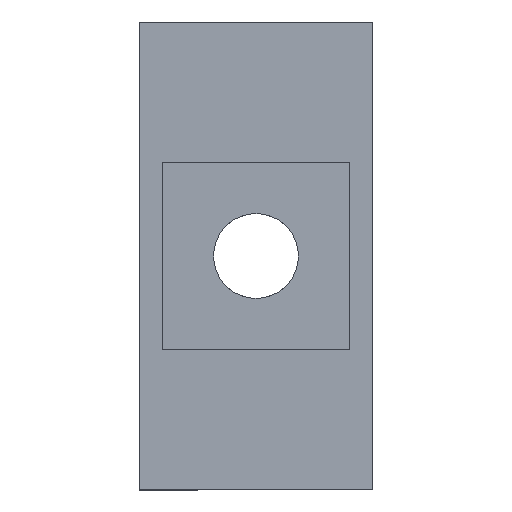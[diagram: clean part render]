
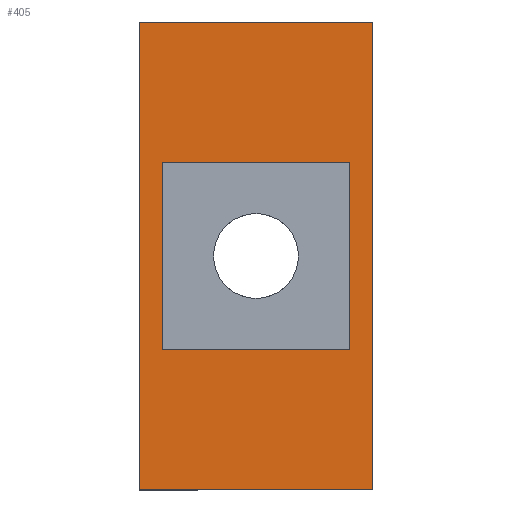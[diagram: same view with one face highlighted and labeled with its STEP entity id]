
A CAD part, top view. The second image highlights one B-rep face of the part: STEP entity #405.
In plain terms, the highlighted planar face has unit normal (0, 0, 1).
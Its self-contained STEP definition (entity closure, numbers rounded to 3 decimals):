
#5 = VECTOR ( 'NONE', #805, 1000. ) ;
#16 = LINE ( 'NONE', #221, #599 ) ;
#58 = DIRECTION ( 'NONE',  ( 0., 1., 0. ) ) ;
#67 = EDGE_CURVE ( 'NONE', #581, #407, #113, .T. ) ;
#87 = ORIENTED_EDGE ( 'NONE', *, *, #323, .T. ) ;
#96 = CARTESIAN_POINT ( 'NONE',  ( -37.5, -75., 0. ) ) ;
#112 = FACE_OUTER_BOUND ( 'NONE', #658, .T. ) ;
#113 = LINE ( 'NONE', #458, #857 ) ;
#117 = EDGE_CURVE ( 'NONE', #870, #146, #736, .T. ) ;
#130 = CARTESIAN_POINT ( 'NONE',  ( -30., -30., 0. ) ) ;
#142 = ORIENTED_EDGE ( 'NONE', *, *, #539, .T. ) ;
#145 = DIRECTION ( 'NONE',  ( 1., 0., 0. ) ) ;
#146 = VERTEX_POINT ( 'NONE', #130 ) ;
#158 = EDGE_CURVE ( 'NONE', #531, #298, #624, .T. ) ;
#183 = LINE ( 'NONE', #532, #414 ) ;
#198 = ORIENTED_EDGE ( 'NONE', *, *, #117, .F. ) ;
#206 = EDGE_CURVE ( 'NONE', #146, #581, #691, .T. ) ;
#210 = EDGE_LOOP ( 'NONE', ( #718, #422, #476, #198 ) ) ;
#211 = VECTOR ( 'NONE', #561, 1000. ) ;
#221 = CARTESIAN_POINT ( 'NONE',  ( -37.5, 75., 0. ) ) ;
#223 = CARTESIAN_POINT ( 'NONE',  ( 37.5, -75., 0. ) ) ;
#247 = DIRECTION ( 'NONE',  ( 0., 1., 0. ) ) ;
#273 = CARTESIAN_POINT ( 'NONE',  ( -30., -30., 0. ) ) ;
#298 = VERTEX_POINT ( 'NONE', #646 ) ;
#323 = EDGE_CURVE ( 'NONE', #782, #625, #16, .T. ) ;
#325 = DIRECTION ( 'NONE',  ( 0., 0., 1. ) ) ;
#330 = PLANE ( 'NONE',  #583 ) ;
#332 = ORIENTED_EDGE ( 'NONE', *, *, #158, .T. ) ;
#335 = EDGE_CURVE ( 'NONE', #625, #531, #769, .T. ) ;
#359 = LINE ( 'NONE', #223, #499 ) ;
#363 = CARTESIAN_POINT ( 'NONE',  ( 30., -30., 0. ) ) ;
#392 = CARTESIAN_POINT ( 'NONE',  ( -30., -30., 0. ) ) ;
#405 = ADVANCED_FACE ( 'NONE', ( #507, #112 ), #330, .T. ) ;
#407 = VERTEX_POINT ( 'NONE', #868 ) ;
#414 = VECTOR ( 'NONE', #733, 1000. ) ;
#418 = CARTESIAN_POINT ( 'NONE',  ( -37.5, -75., 0. ) ) ;
#422 = ORIENTED_EDGE ( 'NONE', *, *, #67, .F. ) ;
#455 = CARTESIAN_POINT ( 'NONE',  ( -30., 30., 0. ) ) ;
#458 = CARTESIAN_POINT ( 'NONE',  ( 30., -30., 0. ) ) ;
#476 = ORIENTED_EDGE ( 'NONE', *, *, #206, .F. ) ;
#498 = VECTOR ( 'NONE', #618, 1000. ) ;
#499 = VECTOR ( 'NONE', #58, 1000. ) ;
#507 = FACE_BOUND ( 'NONE', #210, .T. ) ;
#531 = VERTEX_POINT ( 'NONE', #659 ) ;
#532 = CARTESIAN_POINT ( 'NONE',  ( -30., 30., 0. ) ) ;
#537 = CARTESIAN_POINT ( 'NONE',  ( 37.5, 75., 0. ) ) ;
#539 = EDGE_CURVE ( 'NONE', #298, #782, #359, .T. ) ;
#561 = DIRECTION ( 'NONE',  ( 0., -1., 0. ) ) ;
#565 = DIRECTION ( 'NONE',  ( -1., 0., 0. ) ) ;
#581 = VERTEX_POINT ( 'NONE', #363 ) ;
#583 = AXIS2_PLACEMENT_3D ( 'NONE', #794, #325, #873 ) ;
#599 = VECTOR ( 'NONE', #565, 1000. ) ;
#618 = DIRECTION ( 'NONE',  ( 1., 0., 0. ) ) ;
#624 = LINE ( 'NONE', #418, #759 ) ;
#625 = VERTEX_POINT ( 'NONE', #693 ) ;
#646 = CARTESIAN_POINT ( 'NONE',  ( 37.5, -75., 0. ) ) ;
#658 = EDGE_LOOP ( 'NONE', ( #332, #142, #87, #894 ) ) ;
#659 = CARTESIAN_POINT ( 'NONE',  ( -37.5, -75., 0. ) ) ;
#691 = LINE ( 'NONE', #273, #498 ) ;
#693 = CARTESIAN_POINT ( 'NONE',  ( -37.5, 75., 0. ) ) ;
#718 = ORIENTED_EDGE ( 'NONE', *, *, #883, .F. ) ;
#733 = DIRECTION ( 'NONE',  ( -1., 0., 0. ) ) ;
#736 = LINE ( 'NONE', #392, #5 ) ;
#759 = VECTOR ( 'NONE', #145, 1000. ) ;
#769 = LINE ( 'NONE', #96, #211 ) ;
#782 = VERTEX_POINT ( 'NONE', #537 ) ;
#794 = CARTESIAN_POINT ( 'NONE',  ( 0., 0., 0. ) ) ;
#805 = DIRECTION ( 'NONE',  ( 0., -1., 0. ) ) ;
#857 = VECTOR ( 'NONE', #247, 1000. ) ;
#868 = CARTESIAN_POINT ( 'NONE',  ( 30., 30., 0. ) ) ;
#870 = VERTEX_POINT ( 'NONE', #455 ) ;
#873 = DIRECTION ( 'NONE',  ( 1., 0., 0. ) ) ;
#883 = EDGE_CURVE ( 'NONE', #407, #870, #183, .T. ) ;
#894 = ORIENTED_EDGE ( 'NONE', *, *, #335, .T. ) ;
